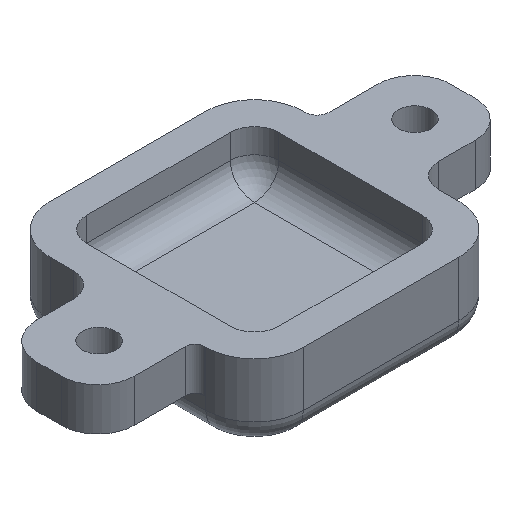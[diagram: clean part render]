
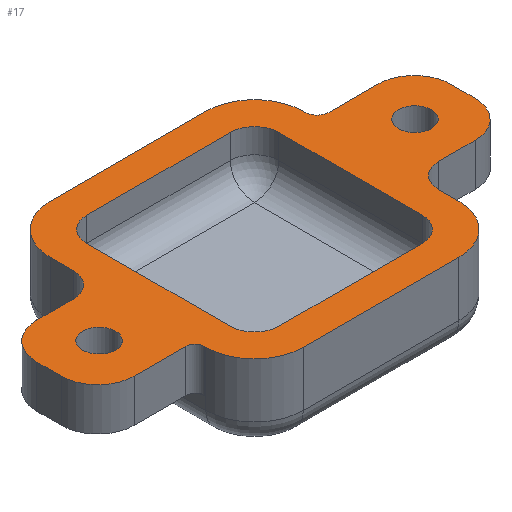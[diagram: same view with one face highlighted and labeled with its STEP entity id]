
A CAD part, isometric view. The second image highlights one B-rep face of the part: STEP entity #17.
In plain terms, the highlighted planar face has unit normal (0, 0, 1).
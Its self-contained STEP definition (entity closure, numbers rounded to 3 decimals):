
#17 = ADVANCED_FACE('',(#18,#224,#294,#305),#316,.T.);
#18 = FACE_BOUND('',#19,.F.);
#19 = EDGE_LOOP('',(#20,#30,#39,#47,#56,#64,#73,#81,#90,#98,#107,#115,
    #124,#132,#141,#149,#158,#166,#175,#183,#192,#200,#209,#217));
#20 = ORIENTED_EDGE('',*,*,#21,.T.);
#21 = EDGE_CURVE('',#22,#24,#26,.T.);
#22 = VERTEX_POINT('',#23);
#23 = CARTESIAN_POINT('',(11.4,5.268,0.));
#24 = VERTEX_POINT('',#25);
#25 = CARTESIAN_POINT('',(15.4,5.268,0.));
#26 = LINE('',#27,#28);
#27 = CARTESIAN_POINT('',(10.4,5.268,0.));
#28 = VECTOR('',#29,1.);
#29 = DIRECTION('',(1.,-0.,-0.));
#30 = ORIENTED_EDGE('',*,*,#31,.T.);
#31 = EDGE_CURVE('',#24,#32,#34,.T.);
#32 = VERTEX_POINT('',#33);
#33 = CARTESIAN_POINT('',(18.4,2.268,0.));
#34 = CIRCLE('',#35,3.);
#35 = AXIS2_PLACEMENT_3D('',#36,#37,#38);
#36 = CARTESIAN_POINT('',(15.4,2.268,0.));
#37 = DIRECTION('',(0.,0.,-1.));
#38 = DIRECTION('',(0.,-1.,0.));
#39 = ORIENTED_EDGE('',*,*,#40,.F.);
#40 = EDGE_CURVE('',#41,#32,#43,.T.);
#41 = VERTEX_POINT('',#42);
#42 = CARTESIAN_POINT('',(18.4,0.268,0.));
#43 = LINE('',#44,#45);
#44 = CARTESIAN_POINT('',(18.4,-2.732,0.));
#45 = VECTOR('',#46,1.);
#46 = DIRECTION('',(-0.,1.,-0.));
#47 = ORIENTED_EDGE('',*,*,#48,.T.);
#48 = EDGE_CURVE('',#41,#49,#51,.T.);
#49 = VERTEX_POINT('',#50);
#50 = CARTESIAN_POINT('',(15.4,-2.732,0.));
#51 = CIRCLE('',#52,3.);
#52 = AXIS2_PLACEMENT_3D('',#53,#54,#55);
#53 = CARTESIAN_POINT('',(15.4,0.268,0.));
#54 = DIRECTION('',(0.,-0.,-1.));
#55 = DIRECTION('',(0.,1.,-0.));
#56 = ORIENTED_EDGE('',*,*,#57,.F.);
#57 = EDGE_CURVE('',#58,#49,#60,.T.);
#58 = VERTEX_POINT('',#59);
#59 = CARTESIAN_POINT('',(12.4,-2.732,0.));
#60 = LINE('',#61,#62);
#61 = CARTESIAN_POINT('',(10.4,-2.732,0.));
#62 = VECTOR('',#63,1.);
#63 = DIRECTION('',(1.,-0.,-0.));
#64 = ORIENTED_EDGE('',*,*,#65,.F.);
#65 = EDGE_CURVE('',#66,#58,#68,.T.);
#66 = VERTEX_POINT('',#67);
#67 = CARTESIAN_POINT('',(10.4,-4.732,0.));
#68 = CIRCLE('',#69,2.);
#69 = AXIS2_PLACEMENT_3D('',#70,#71,#72);
#70 = CARTESIAN_POINT('',(12.4,-4.732,0.));
#71 = DIRECTION('',(0.,-0.,-1.));
#72 = DIRECTION('',(0.,1.,-0.));
#73 = ORIENTED_EDGE('',*,*,#74,.F.);
#74 = EDGE_CURVE('',#75,#66,#77,.T.);
#75 = VERTEX_POINT('',#76);
#76 = CARTESIAN_POINT('',(10.4,-6.4,0.));
#77 = LINE('',#78,#79);
#78 = CARTESIAN_POINT('',(10.4,-6.4,0.));
#79 = VECTOR('',#80,1.);
#80 = DIRECTION('',(-0.,1.,-0.));
#81 = ORIENTED_EDGE('',*,*,#82,.F.);
#82 = EDGE_CURVE('',#83,#75,#85,.T.);
#83 = VERTEX_POINT('',#84);
#84 = CARTESIAN_POINT('',(6.4,-10.4,0.));
#85 = CIRCLE('',#86,4.);
#86 = AXIS2_PLACEMENT_3D('',#87,#88,#89);
#87 = CARTESIAN_POINT('',(6.4,-6.4,0.));
#88 = DIRECTION('',(0.,0.,1.));
#89 = DIRECTION('',(1.,0.,-0.));
#90 = ORIENTED_EDGE('',*,*,#91,.F.);
#91 = EDGE_CURVE('',#92,#83,#94,.T.);
#92 = VERTEX_POINT('',#93);
#93 = CARTESIAN_POINT('',(-6.4,-10.4,0.));
#94 = LINE('',#95,#96);
#95 = CARTESIAN_POINT('',(-6.4,-10.4,0.));
#96 = VECTOR('',#97,1.);
#97 = DIRECTION('',(1.,-0.,-0.));
#98 = ORIENTED_EDGE('',*,*,#99,.F.);
#99 = EDGE_CURVE('',#100,#92,#102,.T.);
#100 = VERTEX_POINT('',#101);
#101 = CARTESIAN_POINT('',(-10.4,-6.4,0.));
#102 = CIRCLE('',#103,4.);
#103 = AXIS2_PLACEMENT_3D('',#104,#105,#106);
#104 = CARTESIAN_POINT('',(-6.4,-6.4,0.));
#105 = DIRECTION('',(0.,0.,1.));
#106 = DIRECTION('',(1.,0.,-0.));
#107 = ORIENTED_EDGE('',*,*,#108,.F.);
#108 = EDGE_CURVE('',#109,#100,#111,.T.);
#109 = VERTEX_POINT('',#110);
#110 = CARTESIAN_POINT('',(-10.4,-6.287,0.));
#111 = LINE('',#112,#113);
#112 = CARTESIAN_POINT('',(-10.4,6.4,0.));
#113 = VECTOR('',#114,1.);
#114 = DIRECTION('',(-0.,-1.,-0.));
#115 = ORIENTED_EDGE('',*,*,#116,.T.);
#116 = EDGE_CURVE('',#109,#117,#119,.T.);
#117 = VERTEX_POINT('',#118);
#118 = CARTESIAN_POINT('',(-11.18,-5.507,0.));
#119 = CIRCLE('',#120,0.78);
#120 = AXIS2_PLACEMENT_3D('',#121,#122,#123);
#121 = CARTESIAN_POINT('',(-11.18,-6.287,0.));
#122 = DIRECTION('',(0.,0.,1.));
#123 = DIRECTION('',(-0.,-1.,0.));
#124 = ORIENTED_EDGE('',*,*,#125,.T.);
#125 = EDGE_CURVE('',#117,#126,#128,.T.);
#126 = VERTEX_POINT('',#127);
#127 = CARTESIAN_POINT('',(-15.4,-5.507,0.));
#128 = LINE('',#129,#130);
#129 = CARTESIAN_POINT('',(-10.4,-5.507,0.));
#130 = VECTOR('',#131,1.);
#131 = DIRECTION('',(-1.,-0.,-0.));
#132 = ORIENTED_EDGE('',*,*,#133,.F.);
#133 = EDGE_CURVE('',#134,#126,#136,.T.);
#134 = VERTEX_POINT('',#135);
#135 = CARTESIAN_POINT('',(-18.4,-2.507,0.));
#136 = CIRCLE('',#137,3.);
#137 = AXIS2_PLACEMENT_3D('',#138,#139,#140);
#138 = CARTESIAN_POINT('',(-15.4,-2.507,0.));
#139 = DIRECTION('',(0.,0.,1.));
#140 = DIRECTION('',(-0.,-1.,0.));
#141 = ORIENTED_EDGE('',*,*,#142,.F.);
#142 = EDGE_CURVE('',#143,#134,#145,.T.);
#143 = VERTEX_POINT('',#144);
#144 = CARTESIAN_POINT('',(-18.4,-0.507,0.));
#145 = LINE('',#146,#147);
#146 = CARTESIAN_POINT('',(-18.4,2.493,0.));
#147 = VECTOR('',#148,1.);
#148 = DIRECTION('',(-0.,-1.,-0.));
#149 = ORIENTED_EDGE('',*,*,#150,.F.);
#150 = EDGE_CURVE('',#151,#143,#153,.T.);
#151 = VERTEX_POINT('',#152);
#152 = CARTESIAN_POINT('',(-15.4,2.493,0.));
#153 = CIRCLE('',#154,3.);
#154 = AXIS2_PLACEMENT_3D('',#155,#156,#157);
#155 = CARTESIAN_POINT('',(-15.4,-0.507,0.));
#156 = DIRECTION('',(0.,0.,1.));
#157 = DIRECTION('',(0.,1.,-0.));
#158 = ORIENTED_EDGE('',*,*,#159,.F.);
#159 = EDGE_CURVE('',#160,#151,#162,.T.);
#160 = VERTEX_POINT('',#161);
#161 = CARTESIAN_POINT('',(-12.4,2.493,0.));
#162 = LINE('',#163,#164);
#163 = CARTESIAN_POINT('',(-10.4,2.493,0.));
#164 = VECTOR('',#165,1.);
#165 = DIRECTION('',(-1.,-0.,-0.));
#166 = ORIENTED_EDGE('',*,*,#167,.F.);
#167 = EDGE_CURVE('',#168,#160,#170,.T.);
#168 = VERTEX_POINT('',#169);
#169 = CARTESIAN_POINT('',(-10.4,4.493,0.));
#170 = CIRCLE('',#171,2.);
#171 = AXIS2_PLACEMENT_3D('',#172,#173,#174);
#172 = CARTESIAN_POINT('',(-12.4,4.493,0.));
#173 = DIRECTION('',(0.,-0.,-1.));
#174 = DIRECTION('',(0.,1.,-0.));
#175 = ORIENTED_EDGE('',*,*,#176,.F.);
#176 = EDGE_CURVE('',#177,#168,#179,.T.);
#177 = VERTEX_POINT('',#178);
#178 = CARTESIAN_POINT('',(-10.4,6.4,0.));
#179 = LINE('',#180,#181);
#180 = CARTESIAN_POINT('',(-10.4,6.4,0.));
#181 = VECTOR('',#182,1.);
#182 = DIRECTION('',(-0.,-1.,-0.));
#183 = ORIENTED_EDGE('',*,*,#184,.F.);
#184 = EDGE_CURVE('',#185,#177,#187,.T.);
#185 = VERTEX_POINT('',#186);
#186 = CARTESIAN_POINT('',(-6.4,10.4,0.));
#187 = CIRCLE('',#188,4.);
#188 = AXIS2_PLACEMENT_3D('',#189,#190,#191);
#189 = CARTESIAN_POINT('',(-6.4,6.4,0.));
#190 = DIRECTION('',(0.,0.,1.));
#191 = DIRECTION('',(1.,0.,-0.));
#192 = ORIENTED_EDGE('',*,*,#193,.F.);
#193 = EDGE_CURVE('',#194,#185,#196,.T.);
#194 = VERTEX_POINT('',#195);
#195 = CARTESIAN_POINT('',(6.4,10.4,0.));
#196 = LINE('',#197,#198);
#197 = CARTESIAN_POINT('',(6.4,10.4,0.));
#198 = VECTOR('',#199,1.);
#199 = DIRECTION('',(-1.,-0.,-0.));
#200 = ORIENTED_EDGE('',*,*,#201,.F.);
#201 = EDGE_CURVE('',#202,#194,#204,.T.);
#202 = VERTEX_POINT('',#203);
#203 = CARTESIAN_POINT('',(10.4,6.4,0.));
#204 = CIRCLE('',#205,4.);
#205 = AXIS2_PLACEMENT_3D('',#206,#207,#208);
#206 = CARTESIAN_POINT('',(6.4,6.4,0.));
#207 = DIRECTION('',(0.,0.,1.));
#208 = DIRECTION('',(1.,0.,-0.));
#209 = ORIENTED_EDGE('',*,*,#210,.F.);
#210 = EDGE_CURVE('',#211,#202,#213,.T.);
#211 = VERTEX_POINT('',#212);
#212 = CARTESIAN_POINT('',(10.4,6.268,0.));
#213 = LINE('',#214,#215);
#214 = CARTESIAN_POINT('',(10.4,-6.4,0.));
#215 = VECTOR('',#216,1.);
#216 = DIRECTION('',(-0.,1.,-0.));
#217 = ORIENTED_EDGE('',*,*,#218,.T.);
#218 = EDGE_CURVE('',#211,#22,#219,.T.);
#219 = CIRCLE('',#220,1.);
#220 = AXIS2_PLACEMENT_3D('',#221,#222,#223);
#221 = CARTESIAN_POINT('',(11.4,6.268,0.));
#222 = DIRECTION('',(0.,0.,1.));
#223 = DIRECTION('',(-0.,-1.,0.));
#224 = FACE_BOUND('',#225,.F.);
#225 = EDGE_LOOP('',(#226,#236,#245,#253,#262,#270,#279,#287));
#226 = ORIENTED_EDGE('',*,*,#227,.F.);
#227 = EDGE_CURVE('',#228,#230,#232,.T.);
#228 = VERTEX_POINT('',#229);
#229 = CARTESIAN_POINT('',(-7.9,-5.9,0.));
#230 = VERTEX_POINT('',#231);
#231 = CARTESIAN_POINT('',(-7.9,5.9,0.));
#232 = LINE('',#233,#234);
#233 = CARTESIAN_POINT('',(-7.9,-5.9,0.));
#234 = VECTOR('',#235,1.);
#235 = DIRECTION('',(-0.,1.,-0.));
#236 = ORIENTED_EDGE('',*,*,#237,.F.);
#237 = EDGE_CURVE('',#238,#228,#240,.T.);
#238 = VERTEX_POINT('',#239);
#239 = CARTESIAN_POINT('',(-5.9,-7.9,0.));
#240 = CIRCLE('',#241,2.);
#241 = AXIS2_PLACEMENT_3D('',#242,#243,#244);
#242 = CARTESIAN_POINT('',(-5.9,-5.9,0.));
#243 = DIRECTION('',(0.,0.,-1.));
#244 = DIRECTION('',(1.,-0.,0.));
#245 = ORIENTED_EDGE('',*,*,#246,.F.);
#246 = EDGE_CURVE('',#247,#238,#249,.T.);
#247 = VERTEX_POINT('',#248);
#248 = CARTESIAN_POINT('',(5.9,-7.9,0.));
#249 = LINE('',#250,#251);
#250 = CARTESIAN_POINT('',(5.9,-7.9,0.));
#251 = VECTOR('',#252,1.);
#252 = DIRECTION('',(-1.,-0.,-0.));
#253 = ORIENTED_EDGE('',*,*,#254,.F.);
#254 = EDGE_CURVE('',#255,#247,#257,.T.);
#255 = VERTEX_POINT('',#256);
#256 = CARTESIAN_POINT('',(7.9,-5.9,0.));
#257 = CIRCLE('',#258,2.);
#258 = AXIS2_PLACEMENT_3D('',#259,#260,#261);
#259 = CARTESIAN_POINT('',(5.9,-5.9,0.));
#260 = DIRECTION('',(0.,0.,-1.));
#261 = DIRECTION('',(1.,-0.,0.));
#262 = ORIENTED_EDGE('',*,*,#263,.F.);
#263 = EDGE_CURVE('',#264,#255,#266,.T.);
#264 = VERTEX_POINT('',#265);
#265 = CARTESIAN_POINT('',(7.9,5.9,0.));
#266 = LINE('',#267,#268);
#267 = CARTESIAN_POINT('',(7.9,5.9,0.));
#268 = VECTOR('',#269,1.);
#269 = DIRECTION('',(-0.,-1.,-0.));
#270 = ORIENTED_EDGE('',*,*,#271,.F.);
#271 = EDGE_CURVE('',#272,#264,#274,.T.);
#272 = VERTEX_POINT('',#273);
#273 = CARTESIAN_POINT('',(5.9,7.9,0.));
#274 = CIRCLE('',#275,2.);
#275 = AXIS2_PLACEMENT_3D('',#276,#277,#278);
#276 = CARTESIAN_POINT('',(5.9,5.9,0.));
#277 = DIRECTION('',(0.,0.,-1.));
#278 = DIRECTION('',(1.,-0.,0.));
#279 = ORIENTED_EDGE('',*,*,#280,.F.);
#280 = EDGE_CURVE('',#281,#272,#283,.T.);
#281 = VERTEX_POINT('',#282);
#282 = CARTESIAN_POINT('',(-5.9,7.9,0.));
#283 = LINE('',#284,#285);
#284 = CARTESIAN_POINT('',(-5.9,7.9,0.));
#285 = VECTOR('',#286,1.);
#286 = DIRECTION('',(1.,-0.,-0.));
#287 = ORIENTED_EDGE('',*,*,#288,.F.);
#288 = EDGE_CURVE('',#230,#281,#289,.T.);
#289 = CIRCLE('',#290,2.);
#290 = AXIS2_PLACEMENT_3D('',#291,#292,#293);
#291 = CARTESIAN_POINT('',(-5.9,5.9,0.));
#292 = DIRECTION('',(0.,0.,-1.));
#293 = DIRECTION('',(1.,-0.,0.));
#294 = FACE_BOUND('',#295,.F.);
#295 = EDGE_LOOP('',(#296));
#296 = ORIENTED_EDGE('',*,*,#297,.F.);
#297 = EDGE_CURVE('',#298,#298,#300,.T.);
#298 = VERTEX_POINT('',#299);
#299 = CARTESIAN_POINT('',(-12.964,-1.531,0.));
#300 = CIRCLE('',#301,1.35);
#301 = AXIS2_PLACEMENT_3D('',#302,#303,#304);
#302 = CARTESIAN_POINT('',(-14.314,-1.531,0.));
#303 = DIRECTION('',(0.,0.,-1.));
#304 = DIRECTION('',(1.,-0.,0.));
#305 = FACE_BOUND('',#306,.F.);
#306 = EDGE_LOOP('',(#307));
#307 = ORIENTED_EDGE('',*,*,#308,.F.);
#308 = EDGE_CURVE('',#309,#309,#311,.T.);
#309 = VERTEX_POINT('',#310);
#310 = CARTESIAN_POINT('',(15.784,1.251,0.));
#311 = CIRCLE('',#312,1.35);
#312 = AXIS2_PLACEMENT_3D('',#313,#314,#315);
#313 = CARTESIAN_POINT('',(14.434,1.251,0.));
#314 = DIRECTION('',(0.,0.,-1.));
#315 = DIRECTION('',(1.,-0.,0.));
#316 = PLANE('',#317);
#317 = AXIS2_PLACEMENT_3D('',#318,#319,#320);
#318 = CARTESIAN_POINT('',(0.,-0.035,0.));
#319 = DIRECTION('',(-0.,-0.,1.));
#320 = DIRECTION('',(1.,0.,0.));
